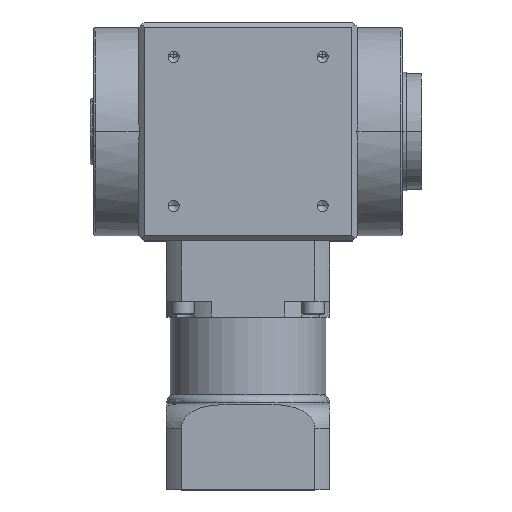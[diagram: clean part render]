
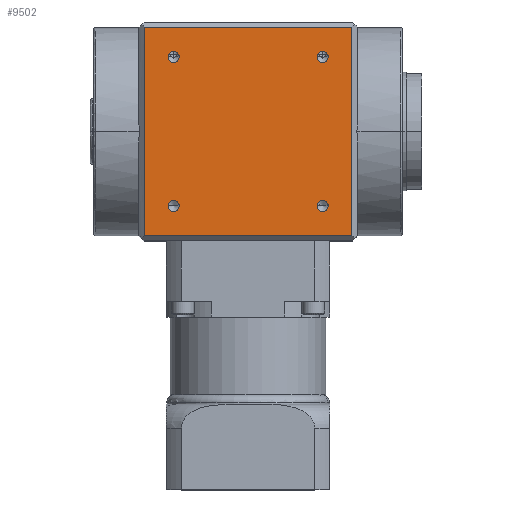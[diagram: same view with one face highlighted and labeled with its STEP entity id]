
A CAD part, top view. The second image highlights one B-rep face of the part: STEP entity #9502.
In plain terms, the highlighted planar face has unit normal (0, 0, 1).
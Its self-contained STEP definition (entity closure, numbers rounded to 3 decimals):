
#16 = VECTOR ( 'NONE', #3791, 1000. ) ;
#55 = CARTESIAN_POINT ( 'NONE',  ( -28.284, 105.316, 41.5 ) ) ;
#122 = LINE ( 'NONE', #3756, #16 ) ;
#212 = DIRECTION ( 'NONE',  ( 0., -1., 0. ) ) ;
#248 = DIRECTION ( 'NONE',  ( 0., 0., -1. ) ) ;
#251 = CARTESIAN_POINT ( 'NONE',  ( -28.284, 163.984, 41.5 ) ) ;
#379 = CARTESIAN_POINT ( 'NONE',  ( 28.284, 109.516, 41.5 ) ) ;
#426 = ORIENTED_EDGE ( 'NONE', *, *, #3711, .T. ) ;
#563 = ORIENTED_EDGE ( 'NONE', *, *, #3683, .F. ) ;
#1051 = CIRCLE ( 'NONE', #7645, 2.1 ) ;
#1076 = CIRCLE ( 'NONE', #7768, 2.1 ) ;
#1261 = CARTESIAN_POINT ( 'NONE',  ( 28.284, 161.884, 41.5 ) ) ;
#1449 = CIRCLE ( 'NONE', #3337, 2.1 ) ;
#1475 = DIRECTION ( 'NONE',  ( 0., 0., -1. ) ) ;
#1528 = EDGE_CURVE ( 'NONE', #18545, #8464, #2712, .T. ) ;
#1871 = EDGE_CURVE ( 'NONE', #15485, #2664, #1076, .T. ) ;
#1893 = EDGE_CURVE ( 'NONE', #11144, #17094, #1051, .T. ) ;
#1928 = ORIENTED_EDGE ( 'NONE', *, *, #1893, .F. ) ;
#2215 = CARTESIAN_POINT ( 'NONE',  ( 39.292, 96.2, 41.5 ) ) ;
#2306 = EDGE_CURVE ( 'NONE', #19558, #8697, #122, .T. ) ;
#2369 = CIRCLE ( 'NONE', #5036, 2.1 ) ;
#2664 = VERTEX_POINT ( 'NONE', #379 ) ;
#2669 = EDGE_CURVE ( 'NONE', #12358, #19395, #18388, .T. ) ;
#2694 = AXIS2_PLACEMENT_3D ( 'NONE', #251, #248, #212 ) ;
#2712 = CIRCLE ( 'NONE', #11637, 2.1 ) ;
#3205 = CARTESIAN_POINT ( 'NONE',  ( 39.292, 175.2, 41.5 ) ) ;
#3337 = AXIS2_PLACEMENT_3D ( 'NONE', #17888, #17864, #17854 ) ;
#3540 = EDGE_CURVE ( 'NONE', #8697, #14658, #15679, .T. ) ;
#3634 = CARTESIAN_POINT ( 'NONE',  ( -39.292, 96.2, 41.5 ) ) ;
#3653 = EDGE_CURVE ( 'NONE', #14179, #19558, #15137, .T. ) ;
#3683 = EDGE_CURVE ( 'NONE', #14658, #14179, #15124, .T. ) ;
#3694 = DIRECTION ( 'NONE',  ( 0., -1., 0. ) ) ;
#3711 = EDGE_CURVE ( 'NONE', #8464, #18545, #15006, .T. ) ;
#3741 = EDGE_CURVE ( 'NONE', #19395, #12358, #14929, .T. ) ;
#3756 = CARTESIAN_POINT ( 'NONE',  ( -41.5, 96.2, 41.5 ) ) ;
#3791 = DIRECTION ( 'NONE',  ( -1., 0., 0. ) ) ;
#3852 = DIRECTION ( 'NONE',  ( 0., 0., 1. ) ) ;
#3878 = CARTESIAN_POINT ( 'NONE',  ( -28.284, 107.416, 41.5 ) ) ;
#4440 = CARTESIAN_POINT ( 'NONE',  ( 28.284, 107.416, 41.5 ) ) ;
#4462 = DIRECTION ( 'NONE',  ( 0., -1., 0. ) ) ;
#4466 = DIRECTION ( 'NONE',  ( 0., 0., 1. ) ) ;
#4713 = CARTESIAN_POINT ( 'NONE',  ( -28.284, 107.416, 41.5 ) ) ;
#4799 = DIRECTION ( 'NONE',  ( 0., -1., 0. ) ) ;
#4814 = DIRECTION ( 'NONE',  ( 0., 0., -1. ) ) ;
#4853 = CARTESIAN_POINT ( 'NONE',  ( -28.284, 163.984, 41.5 ) ) ;
#5036 = AXIS2_PLACEMENT_3D ( 'NONE', #4713, #5428, #5087 ) ;
#5087 = DIRECTION ( 'NONE',  ( 0., -1., 0. ) ) ;
#5088 = EDGE_LOOP ( 'NONE', ( #13498, #426 ) ) ;
#5253 = DIRECTION ( 'NONE',  ( 0., -1., 0. ) ) ;
#5428 = DIRECTION ( 'NONE',  ( 0., 0., 1. ) ) ;
#6121 = AXIS2_PLACEMENT_3D ( 'NONE', #10684, #1475, #12243 ) ;
#6759 = ORIENTED_EDGE ( 'NONE', *, *, #2306, .F. ) ;
#6897 = DIRECTION ( 'NONE',  ( 0., 1., 0. ) ) ;
#7262 = EDGE_CURVE ( 'NONE', #17094, #11144, #2369, .T. ) ;
#7350 = ORIENTED_EDGE ( 'NONE', *, *, #7500, .F. ) ;
#7500 = EDGE_CURVE ( 'NONE', #2664, #15485, #1449, .T. ) ;
#7645 = AXIS2_PLACEMENT_3D ( 'NONE', #3878, #3852, #3694 ) ;
#7768 = AXIS2_PLACEMENT_3D ( 'NONE', #4440, #4466, #4462 ) ;
#7897 = CARTESIAN_POINT ( 'NONE',  ( 28.284, 166.084, 41.5 ) ) ;
#8100 = CARTESIAN_POINT ( 'NONE',  ( -28.284, 166.084, 41.5 ) ) ;
#8464 = VERTEX_POINT ( 'NONE', #7897 ) ;
#8697 = VERTEX_POINT ( 'NONE', #3634 ) ;
#9082 = ORIENTED_EDGE ( 'NONE', *, *, #1871, .F. ) ;
#9250 = DIRECTION ( 'NONE',  ( 0., 0., -1. ) ) ;
#9252 = DIRECTION ( 'NONE',  ( 0., -1., 0. ) ) ;
#9290 = CARTESIAN_POINT ( 'NONE',  ( 28.284, 163.984, 41.5 ) ) ;
#9502 = ADVANCED_FACE ( 'NONE', ( #12172, #12238, #12203, #12187, #12149 ), #19704, .F. ) ;
#9632 = ORIENTED_EDGE ( 'NONE', *, *, #3741, .T. ) ;
#9766 = EDGE_LOOP ( 'NONE', ( #18290, #9632 ) ) ;
#10498 = ORIENTED_EDGE ( 'NONE', *, *, #3540, .F. ) ;
#10684 = CARTESIAN_POINT ( 'NONE',  ( -41.5, 177.2, 41.5 ) ) ;
#11144 = VERTEX_POINT ( 'NONE', #55 ) ;
#11637 = AXIS2_PLACEMENT_3D ( 'NONE', #9290, #9250, #9252 ) ;
#11827 = CARTESIAN_POINT ( 'NONE',  ( 28.284, 105.316, 41.5 ) ) ;
#12149 = FACE_BOUND ( 'NONE', #9766, .T. ) ;
#12172 = FACE_OUTER_BOUND ( 'NONE', #17644, .T. ) ;
#12187 = FACE_BOUND ( 'NONE', #5088, .T. ) ;
#12203 = FACE_BOUND ( 'NONE', #16499, .T. ) ;
#12238 = FACE_BOUND ( 'NONE', #14070, .T. ) ;
#12243 = DIRECTION ( 'NONE',  ( 0., 1., 0. ) ) ;
#12358 = VERTEX_POINT ( 'NONE', #16368 ) ;
#13349 = ORIENTED_EDGE ( 'NONE', *, *, #7262, .F. ) ;
#13498 = ORIENTED_EDGE ( 'NONE', *, *, #1528, .T. ) ;
#14070 = EDGE_LOOP ( 'NONE', ( #1928, #13349 ) ) ;
#14179 = VERTEX_POINT ( 'NONE', #3205 ) ;
#14658 = VERTEX_POINT ( 'NONE', #15669 ) ;
#14693 = AXIS2_PLACEMENT_3D ( 'NONE', #4853, #4814, #4799 ) ;
#14773 = AXIS2_PLACEMENT_3D ( 'NONE', #17563, #17270, #5253 ) ;
#14929 = CIRCLE ( 'NONE', #14693, 2.1 ) ;
#15006 = CIRCLE ( 'NONE', #14773, 2.1 ) ;
#15027 = VECTOR ( 'NONE', #16903, 1000. ) ;
#15124 = LINE ( 'NONE', #16840, #15027 ) ;
#15137 = LINE ( 'NONE', #15938, #15237 ) ;
#15237 = VECTOR ( 'NONE', #15783, 1000. ) ;
#15485 = VERTEX_POINT ( 'NONE', #11827 ) ;
#15584 = CARTESIAN_POINT ( 'NONE',  ( -39.292, 177.2, 41.5 ) ) ;
#15596 = VECTOR ( 'NONE', #6897, 1000. ) ;
#15669 = CARTESIAN_POINT ( 'NONE',  ( -39.292, 175.2, 41.5 ) ) ;
#15679 = LINE ( 'NONE', #15584, #15596 ) ;
#15783 = DIRECTION ( 'NONE',  ( 0., -1., 0. ) ) ;
#15938 = CARTESIAN_POINT ( 'NONE',  ( 39.292, 0., 41.5 ) ) ;
#16368 = CARTESIAN_POINT ( 'NONE',  ( -28.284, 161.884, 41.5 ) ) ;
#16499 = EDGE_LOOP ( 'NONE', ( #9082, #7350 ) ) ;
#16840 = CARTESIAN_POINT ( 'NONE',  ( 0., 175.2, 41.5 ) ) ;
#16903 = DIRECTION ( 'NONE',  ( 1., 0., 0. ) ) ;
#17094 = VERTEX_POINT ( 'NONE', #18434 ) ;
#17138 = ORIENTED_EDGE ( 'NONE', *, *, #3653, .F. ) ;
#17270 = DIRECTION ( 'NONE',  ( 0., 0., -1. ) ) ;
#17563 = CARTESIAN_POINT ( 'NONE',  ( 28.284, 163.984, 41.5 ) ) ;
#17644 = EDGE_LOOP ( 'NONE', ( #6759, #17138, #563, #10498 ) ) ;
#17854 = DIRECTION ( 'NONE',  ( 0., -1., 0. ) ) ;
#17864 = DIRECTION ( 'NONE',  ( 0., 0., 1. ) ) ;
#17888 = CARTESIAN_POINT ( 'NONE',  ( 28.284, 107.416, 41.5 ) ) ;
#18290 = ORIENTED_EDGE ( 'NONE', *, *, #2669, .T. ) ;
#18388 = CIRCLE ( 'NONE', #2694, 2.1 ) ;
#18434 = CARTESIAN_POINT ( 'NONE',  ( -28.284, 109.516, 41.5 ) ) ;
#18545 = VERTEX_POINT ( 'NONE', #1261 ) ;
#19395 = VERTEX_POINT ( 'NONE', #8100 ) ;
#19558 = VERTEX_POINT ( 'NONE', #2215 ) ;
#19704 = PLANE ( 'NONE',  #6121 ) ;
